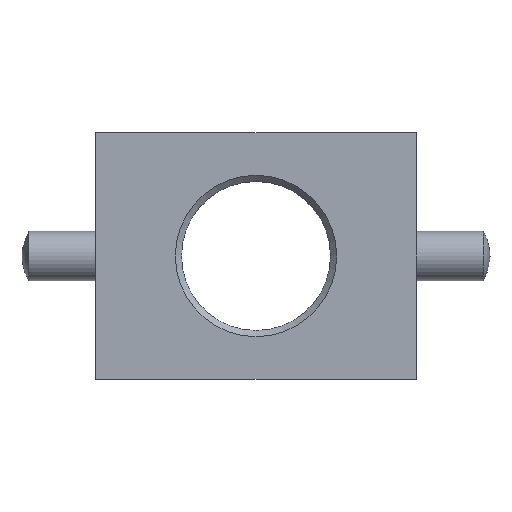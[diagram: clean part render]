
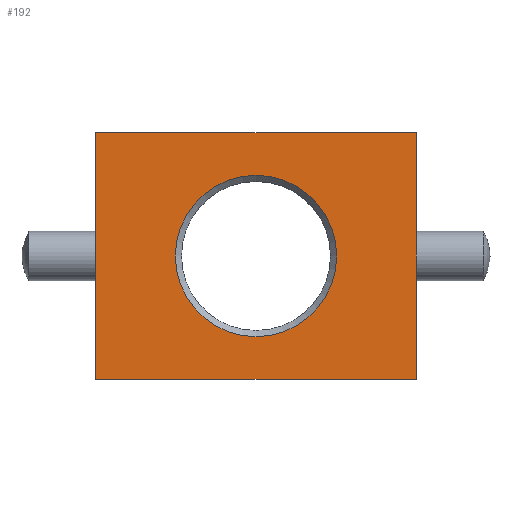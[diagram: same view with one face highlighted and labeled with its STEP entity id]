
A CAD part, left-side view. The second image highlights one B-rep face of the part: STEP entity #192.
In plain terms, the highlighted planar face has unit normal (-1, 0, 0).
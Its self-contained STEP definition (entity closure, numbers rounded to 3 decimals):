
#22=LINE('',#296,#34);
#26=LINE('',#305,#38);
#29=LINE('',#313,#41);
#32=LINE('',#319,#44);
#34=VECTOR('',#244,1000.);
#38=VECTOR('',#250,1000.);
#41=VECTOR('',#257,1000.);
#44=VECTOR('',#262,1000.);
#51=PLANE('',#222);
#80=ORIENTED_EDGE('',*,*,#110,.T.);
#81=ORIENTED_EDGE('',*,*,#96,.F.);
#82=ORIENTED_EDGE('',*,*,#107,.F.);
#83=ORIENTED_EDGE('',*,*,#104,.F.);
#84=ORIENTED_EDGE('',*,*,#100,.F.);
#96=EDGE_CURVE('',#116,#117,#22,.T.);
#100=EDGE_CURVE('',#117,#120,#26,.T.);
#104=EDGE_CURVE('',#120,#123,#29,.T.);
#107=EDGE_CURVE('',#123,#116,#32,.T.);
#110=EDGE_CURVE('',#126,#126,#134,.T.);
#116=VERTEX_POINT('',#297);
#117=VERTEX_POINT('',#298);
#120=VERTEX_POINT('',#306);
#123=VERTEX_POINT('',#314);
#126=VERTEX_POINT('',#326);
#134=CIRCLE('',#223,6.55);
#149=EDGE_LOOP('',(#80));
#150=EDGE_LOOP('',(#81,#82,#83,#84));
#171=FACE_BOUND('',#149,.T.);
#172=FACE_BOUND('',#150,.T.);
#192=ADVANCED_FACE('',(#171,#172),#51,.F.);
#222=AXIS2_PLACEMENT_3D('',#324,#268,#269);
#223=AXIS2_PLACEMENT_3D('',#325,#270,#271);
#244=DIRECTION('',(0.,0.,1.));
#250=DIRECTION('',(0.,-1.,0.));
#257=DIRECTION('',(0.,0.,-1.));
#262=DIRECTION('',(0.,1.,0.));
#268=DIRECTION('',(1.,0.,0.));
#269=DIRECTION('',(0.,0.,-1.));
#270=DIRECTION('',(1.,0.,0.));
#271=DIRECTION('',(0.,0.,-1.));
#296=CARTESIAN_POINT('',(-3.,13.,-10.));
#297=CARTESIAN_POINT('',(-3.,13.,-10.));
#298=CARTESIAN_POINT('',(-3.,13.,10.));
#305=CARTESIAN_POINT('',(-3.,13.,10.));
#306=CARTESIAN_POINT('',(-3.,-13.,10.));
#313=CARTESIAN_POINT('',(-3.,-13.,10.));
#314=CARTESIAN_POINT('',(-3.,-13.,-10.));
#319=CARTESIAN_POINT('',(-3.,-13.,-10.));
#324=CARTESIAN_POINT('',(-3.,0.,0.));
#325=CARTESIAN_POINT('',(-3.,0.,0.));
#326=CARTESIAN_POINT('',(-3.,0.,-6.55));
